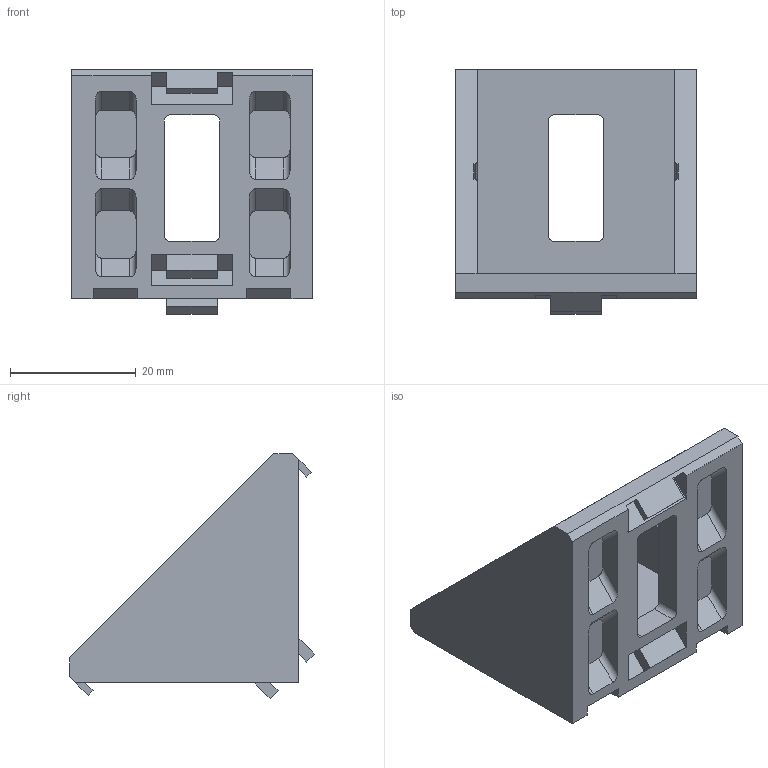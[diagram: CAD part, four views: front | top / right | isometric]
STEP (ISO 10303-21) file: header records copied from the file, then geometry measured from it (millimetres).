
FILE_DESCRIPTION (( 'STEP AP214' ), '1' );
FILE_NAME ('Ñáîðêà2.STEP', '2025-02-24T09:01:02', ( '' ), ( '' ), 'SwSTEP 2.0', 'SolidWorks 2025', '' );
FILE_SCHEMA (( 'AUTOMOTIVE_DESIGN' ));
Length unit declared in the file: millimetre
Products named in the file (2): Сборка2; B675 Угловой алюминиевый соединитель 40х40 (черный), паз 10_00
Assembly tree (1 placements, depth 2):
  Сборка2
    B675 Угловой алюминиевый соединитель 40х40 (черный), паз 10_00
Bounding box: 38.2 x 38.97 x 38.97 mm (x, y, z)
Volume: 10570.2 mm3; surface area: 8891.3 mm2
Topology: 1 solids, 1 shells, 161 faces, 433 edges, 284 vertices
Faces by surface type: plane 108, cylinder 48, torus 5
Entity records: 5041 total; most frequent: CARTESIAN_POINT 1074, ORIENTED_EDGE 866, DIRECTION 740, EDGE_CURVE 433, VECTOR 328, LINE 328, VERTEX_POINT 284, AXIS2_PLACEMENT_3D 206
